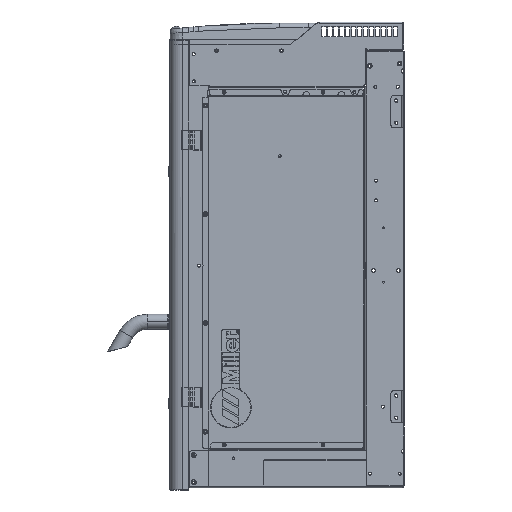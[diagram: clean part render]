
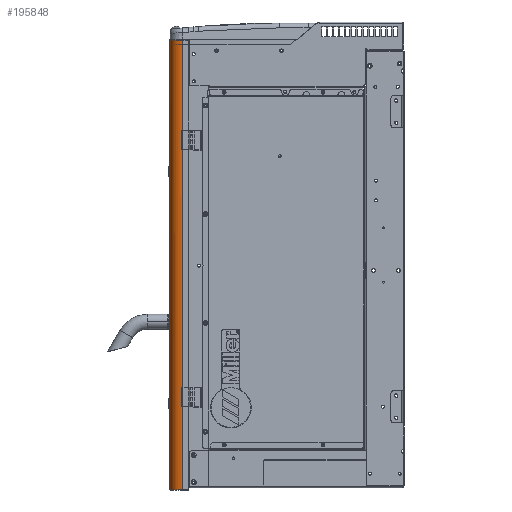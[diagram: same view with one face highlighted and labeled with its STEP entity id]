
A CAD part, left-side view. The second image highlights one B-rep face of the part: STEP entity #195848.
In plain terms, the highlighted cylindrical face has radius 33.249 mm (diameter 66.497 mm), a partial arc.
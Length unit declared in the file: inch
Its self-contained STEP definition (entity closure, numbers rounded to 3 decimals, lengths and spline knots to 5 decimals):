
#1517 = LINE ( 'NONE', #92941, #155475 ) ;
#2897 = CARTESIAN_POINT ( 'NONE',  ( -8.6657, 23.7501, -22.2881 ) ) ;
#3616 = CIRCLE ( 'NONE', #96712, 1.309 ) ;
#4081 = VERTEX_POINT ( 'NONE', #71850 ) ;
#6747 = CARTESIAN_POINT ( 'NONE',  ( -8.69675, 23.74973, -22.25686 ) ) ;
#7413 = DIRECTION ( 'NONE',  ( 0., 0., -1. ) ) ;
#17873 = CYLINDRICAL_SURFACE ( 'NONE', #129732, 1.309 ) ;
#17915 = EDGE_CURVE ( 'NONE', #163518, #54311, #1517, .T. ) ;
#19098 = CARTESIAN_POINT ( 'NONE',  ( -8.6657, 22.4411, -22.3621 ) ) ;
#20457 = AXIS2_PLACEMENT_3D ( 'NONE', #184353, #108031, #72969 ) ;
#20758 = CARTESIAN_POINT ( 'NONE',  ( -8.6657, 23.7501, -22.2881 ) ) ;
#21768 = CARTESIAN_POINT ( 'NONE',  ( -8.6908, 23.74986, -22.2574 ) ) ;
#21824 = EDGE_CURVE ( 'NONE', #183338, #182160, #62904, .T. ) ;
#22778 = CARTESIAN_POINT ( 'NONE',  ( -8.7172, 23.74923, -22.25692 ) ) ;
#23088 = DIRECTION ( 'NONE',  ( 0., 0., 1. ) ) ;
#31018 = CARTESIAN_POINT ( 'NONE',  ( -9.9747, 22.4411, -22.3621 ) ) ;
#33629 = DIRECTION ( 'NONE',  ( 0., 0., -1. ) ) ;
#34302 = EDGE_CURVE ( 'NONE', #4081, #62333, #194134, .T. ) ;
#36887 = CARTESIAN_POINT ( 'NONE',  ( -8.67187, 23.7501, -22.26983 ) ) ;
#44192 = DIRECTION ( 'NONE',  ( 0., 0., -1. ) ) ;
#47975 = DIRECTION ( 'NONE',  ( 1., 0., 0. ) ) ;
#51857 = CARTESIAN_POINT ( 'NONE',  ( -8.68294, 23.74999, -22.26007 ) ) ;
#54311 = VERTEX_POINT ( 'NONE', #88003 ) ;
#62286 = ORIENTED_EDGE ( 'NONE', *, *, #149400, .T. ) ;
#62333 = VERTEX_POINT ( 'NONE', #31018 ) ;
#62904 = LINE ( 'NONE', #188457, #143652 ) ;
#65001 = FACE_OUTER_BOUND ( 'NONE', #112230, .T. ) ;
#66926 = CARTESIAN_POINT ( 'NONE',  ( -8.66803, 23.7501, -22.27766 ) ) ;
#71850 = CARTESIAN_POINT ( 'NONE',  ( -9.9747, 22.4411, 23.0869 ) ) ;
#72969 = DIRECTION ( 'NONE',  ( -1., 0., 0. ) ) ;
#73440 = B_SPLINE_CURVE_WITH_KNOTS ( 'NONE', 3,
 ( #20758, #66926, #36887, #128161, #51857, #113157, #21768, #83065, #144291, #6747, #160426, #22778, #164369, #118075 ),
 .UNSPECIFIED., .F., .F.,
 ( 4, 2, 2, 1, 1, 2, 2, 4 ),
 ( 0., 0.25, 0.375, 0.4375, 0.46875, 0.48437, 0.5, 1. ),
 .UNSPECIFIED. ) ;
#76736 = ORIENTED_EDGE ( 'NONE', *, *, #83655, .T. ) ;
#83065 = CARTESIAN_POINT ( 'NONE',  ( -8.69421, 23.74979, -22.25698 ) ) ;
#83362 = DIRECTION ( 'NONE',  ( 1., 0., 0. ) ) ;
#83655 = EDGE_CURVE ( 'NONE', #182160, #163518, #73440, .T. ) ;
#87768 = CIRCLE ( 'NONE', #20457, 1.309 ) ;
#88003 = CARTESIAN_POINT ( 'NONE',  ( -8.72962, 23.74854, -22.3621 ) ) ;
#92941 = CARTESIAN_POINT ( 'NONE',  ( -8.72962, 23.74854, -22.2881 ) ) ;
#96712 = AXIS2_PLACEMENT_3D ( 'NONE', #19098, #23088, #83362 ) ;
#108031 = DIRECTION ( 'NONE',  ( 0., 0., -1. ) ) ;
#112230 = EDGE_LOOP ( 'NONE', ( #187181, #62286, #128491, #76736, #155353, #121460 ) ) ;
#113157 = CARTESIAN_POINT ( 'NONE',  ( -8.68809, 23.74991, -22.25813 ) ) ;
#118075 = CARTESIAN_POINT ( 'NONE',  ( -8.72962, 23.74854, -22.2881 ) ) ;
#121460 = ORIENTED_EDGE ( 'NONE', *, *, #146995, .T. ) ;
#128161 = CARTESIAN_POINT ( 'NONE',  ( -8.67989, 23.75003, -22.26202 ) ) ;
#128491 = ORIENTED_EDGE ( 'NONE', *, *, #21824, .T. ) ;
#129732 = AXIS2_PLACEMENT_3D ( 'NONE', #169590, #170602, #47975 ) ;
#139494 = CARTESIAN_POINT ( 'NONE',  ( -8.72962, 23.74854, -22.2881 ) ) ;
#143652 = VECTOR ( 'NONE', #44192, 39.37008 ) ;
#144291 = CARTESIAN_POINT ( 'NONE',  ( -8.69573, 23.74976, -22.2569 ) ) ;
#145296 = VECTOR ( 'NONE', #7413, 39.37008 ) ;
#146995 = EDGE_CURVE ( 'NONE', #54311, #62333, #3616, .T. ) ;
#149400 = EDGE_CURVE ( 'NONE', #4081, #183338, #87768, .T. ) ;
#155353 = ORIENTED_EDGE ( 'NONE', *, *, #17915, .T. ) ;
#155475 = VECTOR ( 'NONE', #33629, 39.37008 ) ;
#160426 = CARTESIAN_POINT ( 'NONE',  ( -8.69718, 23.74972, -22.25685 ) ) ;
#163518 = VERTEX_POINT ( 'NONE', #139494 ) ;
#164369 = CARTESIAN_POINT ( 'NONE',  ( -8.7278, 23.74863, -22.26733 ) ) ;
#169590 = CARTESIAN_POINT ( 'NONE',  ( -8.6657, 22.4411, -45.09406 ) ) ;
#170602 = DIRECTION ( 'NONE',  ( 0., 0., 1. ) ) ;
#180069 = CARTESIAN_POINT ( 'NONE',  ( -9.9747, 22.4411, 23.0869 ) ) ;
#182160 = VERTEX_POINT ( 'NONE', #2897 ) ;
#183338 = VERTEX_POINT ( 'NONE', #190658 ) ;
#184353 = CARTESIAN_POINT ( 'NONE',  ( -8.6657, 22.4411, 23.0869 ) ) ;
#187181 = ORIENTED_EDGE ( 'NONE', *, *, #34302, .F. ) ;
#188457 = CARTESIAN_POINT ( 'NONE',  ( -8.6657, 23.7501, 23.0869 ) ) ;
#190658 = CARTESIAN_POINT ( 'NONE',  ( -8.6657, 23.7501, 23.0869 ) ) ;
#194134 = LINE ( 'NONE', #180069, #145296 ) ;
#195848 = ADVANCED_FACE ( 'NONE', ( #65001 ), #17873, .T. ) ;
